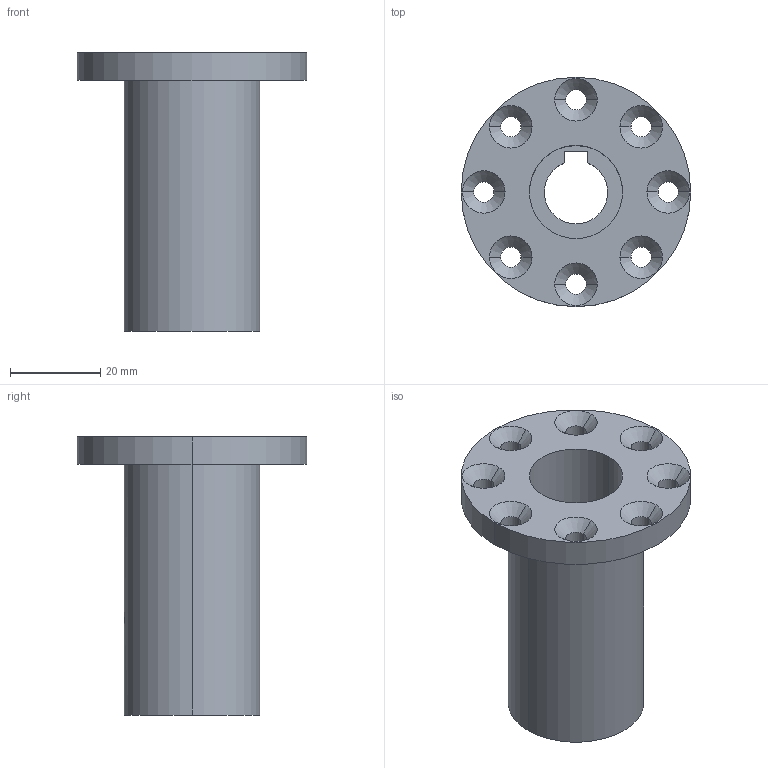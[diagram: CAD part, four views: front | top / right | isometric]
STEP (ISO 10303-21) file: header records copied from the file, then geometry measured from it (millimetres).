
FILE_DESCRIPTION (( 'STEP AP203' ), '1' );
FILE_NAME ('J2 Drive Spindle.STEP', '2020-07-02T07:43:41', ( '' ), ( '' ), 'SwSTEP 2.0', 'SolidWorks 2016', '' );
FILE_SCHEMA (( 'CONFIG_CONTROL_DESIGN' ));
Length unit declared in the file: millimetre
Products named in the file (1): J2 Drive Spindle
Bounding box: 50.8 x 50.8 x 61.54 mm (x, y, z)
Volume: 33205.5 mm3; surface area: 14457.5 mm2
Topology: 1 solids, 1 shells, 68 faces, 158 edges, 100 vertices
Faces by surface type: cylinder 39, cone 16, plane 13
Entity records: 2117 total; most frequent: DIRECTION 386, CARTESIAN_POINT 365, ORIENTED_EDGE 316, AXIS2_PLACEMENT_3D 161, EDGE_CURVE 158, VERTEX_POINT 100, EDGE_LOOP 96, CIRCLE 92
